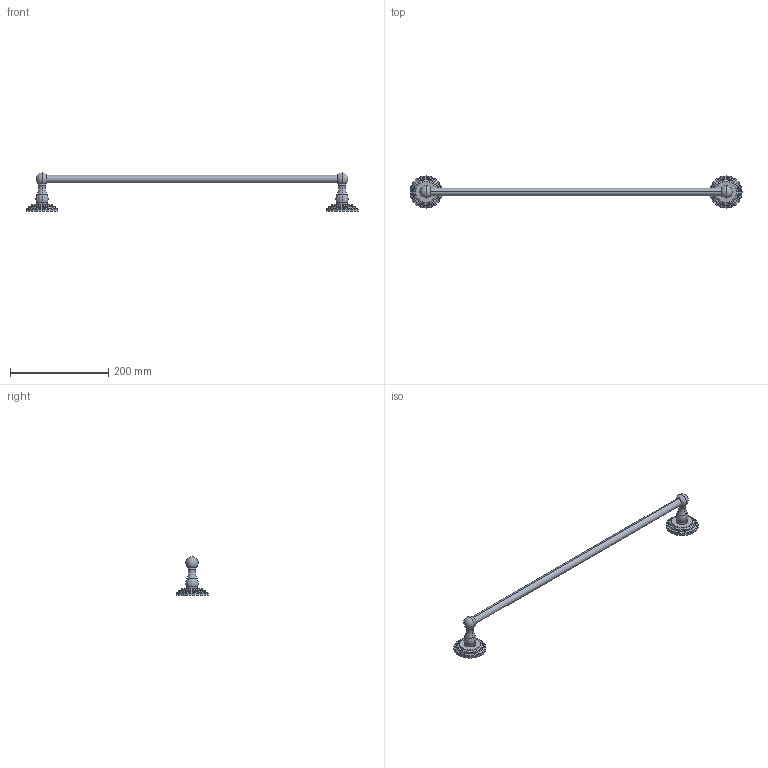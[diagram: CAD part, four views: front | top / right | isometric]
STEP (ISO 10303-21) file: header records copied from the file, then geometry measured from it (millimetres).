
FILE_DESCRIPTION((''),'2;1');
FILE_NAME('1103','2021-08-12T10:36:47',('Jinson'),(''),'CREO PARAMETRIC BY PTC INC, 2018400','CREO PARAMETRIC BY PTC INC, 2018400','');
FILE_SCHEMA(('CONFIG_CONTROL_DESIGN'));
Length unit declared in the file: inch
Products named in the file (1): 1103
Bounding box: 674.62 x 65.02 x 78.12 mm (x, y, z)
Volume: 224035.5 mm3; surface area: 54453.9 mm2
Topology: 1 solids, 1 shells, 72 faces, 146 edges, 82 vertices
Faces by surface type: torus 28, cylinder 22, plane 10, bspline 4, cone 4, sphere 4
Entity records: 1962 total; most frequent: DIRECTION 394, CARTESIAN_POINT 356, ORIENTED_EDGE 284, AXIS2_PLACEMENT_3D 184, EDGE_CURVE 142, CIRCLE 116, VERTEX_POINT 82, EDGE_LOOP 82
